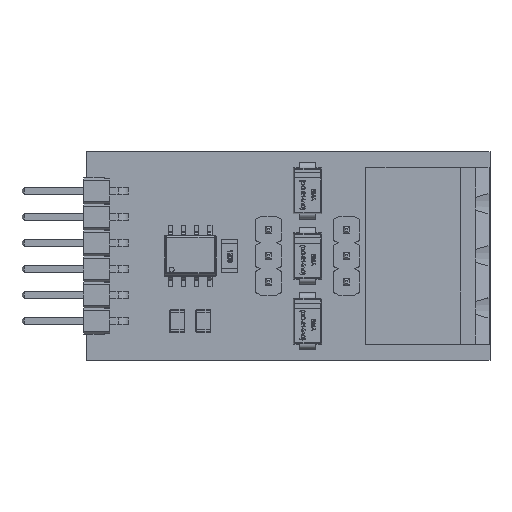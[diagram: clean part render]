
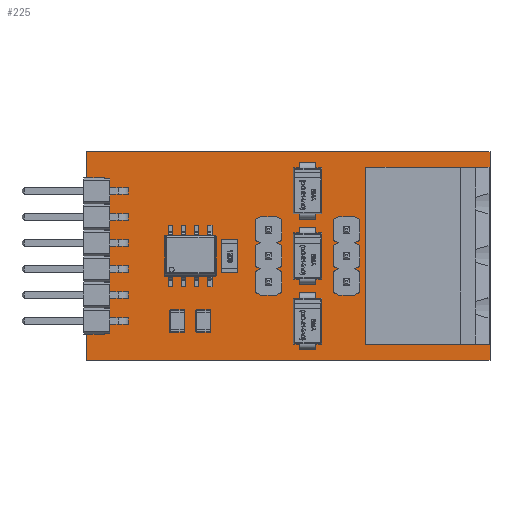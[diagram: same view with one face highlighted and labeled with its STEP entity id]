
A CAD part, top view. The second image highlights one B-rep face of the part: STEP entity #225.
In plain terms, the highlighted planar face has unit normal (0, 0, 1).
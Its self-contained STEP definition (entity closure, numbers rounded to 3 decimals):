
#96 = VERTEX_POINT('',#97);
#97 = CARTESIAN_POINT('',(227.965,187.96,1.606));
#103 = EDGE_CURVE('',#96,#104,#106,.T.);
#104 = VERTEX_POINT('',#105);
#105 = CARTESIAN_POINT('',(227.965,208.28,1.606));
#106 = LINE('',#107,#108);
#107 = CARTESIAN_POINT('',(227.965,187.96,1.606));
#108 = VECTOR('',#109,1.);
#109 = DIRECTION('',(0.,1.,0.));
#134 = EDGE_CURVE('',#104,#135,#137,.T.);
#135 = VERTEX_POINT('',#136);
#136 = CARTESIAN_POINT('',(267.335,208.28,1.606));
#137 = LINE('',#138,#139);
#138 = CARTESIAN_POINT('',(227.965,208.28,1.606));
#139 = VECTOR('',#140,1.);
#140 = DIRECTION('',(1.,0.,0.));
#165 = EDGE_CURVE('',#135,#166,#168,.T.);
#166 = VERTEX_POINT('',#167);
#167 = CARTESIAN_POINT('',(267.335,187.96,1.606));
#168 = LINE('',#169,#170);
#169 = CARTESIAN_POINT('',(267.335,208.28,1.606));
#170 = VECTOR('',#171,1.);
#171 = DIRECTION('',(0.,-1.,0.));
#196 = EDGE_CURVE('',#166,#96,#197,.T.);
#197 = LINE('',#198,#199);
#198 = CARTESIAN_POINT('',(267.335,187.96,1.606));
#199 = VECTOR('',#200,1.);
#200 = DIRECTION('',(-1.,0.,0.));
#225 = ADVANCED_FACE('',(#226),#232,.T.);
#226 = FACE_BOUND('',#227,.F.);
#227 = EDGE_LOOP('',(#228,#229,#230,#231));
#228 = ORIENTED_EDGE('',*,*,#103,.T.);
#229 = ORIENTED_EDGE('',*,*,#134,.T.);
#230 = ORIENTED_EDGE('',*,*,#165,.T.);
#231 = ORIENTED_EDGE('',*,*,#196,.T.);
#232 = PLANE('',#233);
#233 = AXIS2_PLACEMENT_3D('',#234,#235,#236);
#234 = CARTESIAN_POINT('',(227.965,187.96,1.606));
#235 = DIRECTION('',(0.,0.,1.));
#236 = DIRECTION('',(1.,0.,0.));
